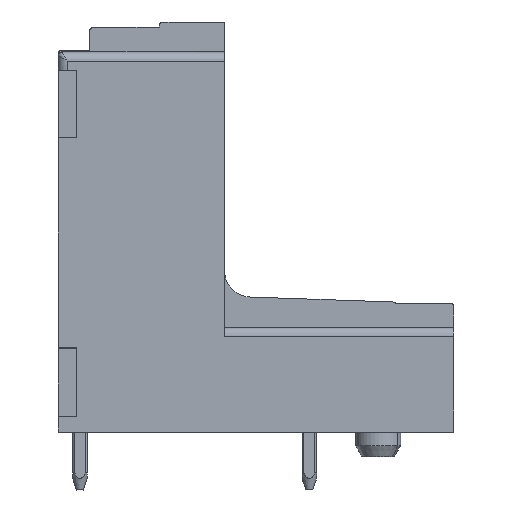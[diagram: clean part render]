
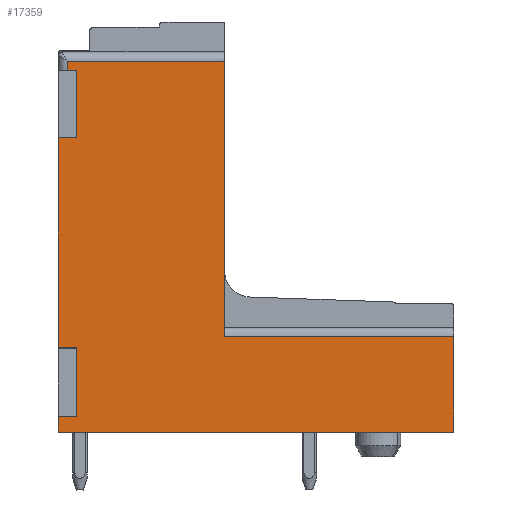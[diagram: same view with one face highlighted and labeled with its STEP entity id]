
A CAD part, left-side view. The second image highlights one B-rep face of the part: STEP entity #17359.
In plain terms, the highlighted planar face has unit normal (-1, 0, 0).
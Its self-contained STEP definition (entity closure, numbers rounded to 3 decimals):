
#17341=AXIS2_PLACEMENT_3D('Plane Axis2P3D',#17338,#17339,#17340) ;
#150=CARTESIAN_POINT('Vertex',(0.,21.9,3.2)) ;
#516=CARTESIAN_POINT('Vertex',(0.,0.,3.2)) ;
#519=CARTESIAN_POINT('Line Origine',(0.,10.95,3.2)) ;
#832=CARTESIAN_POINT('Line Origine',(0.,21.9,3.635)) ;
#836=CARTESIAN_POINT('Vertex',(0.,21.9,4.07)) ;
#906=CARTESIAN_POINT('Vertex',(0.,21.9,7.89)) ;
#909=CARTESIAN_POINT('Line Origine',(0.,21.9,13.695)) ;
#913=CARTESIAN_POINT('Vertex',(0.,21.9,19.5)) ;
#2020=CARTESIAN_POINT('Vertex',(0.,12.7,23.74)) ;
#2023=CARTESIAN_POINT('Line Origine',(0.,12.7,16.12)) ;
#2027=CARTESIAN_POINT('Vertex',(0.,12.7,8.5)) ;
#3094=CARTESIAN_POINT('Vertex',(0.,0.,8.5)) ;
#3097=CARTESIAN_POINT('Line Origine',(0.,0.,5.85)) ;
#8435=CARTESIAN_POINT('Vertex',(0.,21.4,23.74)) ;
#14041=CARTESIAN_POINT('Line Origine',(0.,21.4,13.72)) ;
#14045=CARTESIAN_POINT('Vertex',(0.,21.4,23.24)) ;
#14065=CARTESIAN_POINT('Line Origine',(0.,10.95,23.74)) ;
#14077=CARTESIAN_POINT('Line Origine',(0.,21.4,4.07)) ;
#14081=CARTESIAN_POINT('Vertex',(0.,20.9,4.07)) ;
#14099=CARTESIAN_POINT('Line Origine',(0.,20.9,5.98)) ;
#14103=CARTESIAN_POINT('Vertex',(0.,20.9,7.89)) ;
#14118=CARTESIAN_POINT('Line Origine',(0.,21.4,7.89)) ;
#14130=CARTESIAN_POINT('Line Origine',(0.,21.4,19.5)) ;
#14134=CARTESIAN_POINT('Vertex',(0.,20.9,19.5)) ;
#14152=CARTESIAN_POINT('Line Origine',(0.,20.9,21.37)) ;
#14156=CARTESIAN_POINT('Vertex',(0.,20.9,23.24)) ;
#14171=CARTESIAN_POINT('Line Origine',(0.,21.15,23.24)) ;
#17055=CARTESIAN_POINT('Line Origine',(0.,10.95,8.5)) ;
#17338=CARTESIAN_POINT('Axis2P3D Location',(0.,0.,0.)) ;
#520=DIRECTION('Vector Direction',(0.,1.,0.)) ;
#833=DIRECTION('Vector Direction',(0.,0.,1.)) ;
#910=DIRECTION('Vector Direction',(0.,0.,1.)) ;
#2024=DIRECTION('Vector Direction',(0.,0.,-1.)) ;
#3098=DIRECTION('Vector Direction',(0.,0.,-1.)) ;
#14042=DIRECTION('Vector Direction',(0.,0.,-1.)) ;
#14066=DIRECTION('Vector Direction',(0.,-1.,0.)) ;
#14078=DIRECTION('Vector Direction',(0.,-1.,0.)) ;
#14100=DIRECTION('Vector Direction',(0.,0.,-1.)) ;
#14119=DIRECTION('Vector Direction',(0.,1.,0.)) ;
#14131=DIRECTION('Vector Direction',(0.,-1.,0.)) ;
#14153=DIRECTION('Vector Direction',(0.,0.,-1.)) ;
#14172=DIRECTION('Vector Direction',(0.,1.,0.)) ;
#17056=DIRECTION('Vector Direction',(0.,-1.,0.)) ;
#17339=DIRECTION('Axis2P3D Direction',(-1.,0.,0.)) ;
#17340=DIRECTION('Axis2P3D XDirection',(0.,-1.,0.)) ;
#521=VECTOR('Line Direction',#520,1.) ;
#834=VECTOR('Line Direction',#833,1.) ;
#911=VECTOR('Line Direction',#910,1.) ;
#2025=VECTOR('Line Direction',#2024,1.) ;
#3099=VECTOR('Line Direction',#3098,1.) ;
#14043=VECTOR('Line Direction',#14042,1.) ;
#14067=VECTOR('Line Direction',#14066,1.) ;
#14079=VECTOR('Line Direction',#14078,1.) ;
#14101=VECTOR('Line Direction',#14100,1.) ;
#14120=VECTOR('Line Direction',#14119,1.) ;
#14132=VECTOR('Line Direction',#14131,1.) ;
#14154=VECTOR('Line Direction',#14153,1.) ;
#14173=VECTOR('Line Direction',#14172,1.) ;
#17057=VECTOR('Line Direction',#17056,1.) ;
#17344=ORIENTED_EDGE('',*,*,#14175,.T.) ;
#17345=ORIENTED_EDGE('',*,*,#14158,.T.) ;
#17346=ORIENTED_EDGE('',*,*,#14136,.T.) ;
#17347=ORIENTED_EDGE('',*,*,#915,.T.) ;
#17348=ORIENTED_EDGE('',*,*,#14122,.T.) ;
#17349=ORIENTED_EDGE('',*,*,#14105,.T.) ;
#17350=ORIENTED_EDGE('',*,*,#14083,.T.) ;
#17351=ORIENTED_EDGE('',*,*,#838,.T.) ;
#17352=ORIENTED_EDGE('',*,*,#523,.T.) ;
#17353=ORIENTED_EDGE('',*,*,#3101,.T.) ;
#17354=ORIENTED_EDGE('',*,*,#17059,.T.) ;
#17355=ORIENTED_EDGE('',*,*,#2029,.F.) ;
#17356=ORIENTED_EDGE('',*,*,#14069,.T.) ;
#17357=ORIENTED_EDGE('',*,*,#14047,.T.) ;
#17359=ADVANCED_FACE('HOUSING',(#17358),#17342,.T.) ;
#523=EDGE_CURVE('',#151,#517,#522,.F.) ;
#838=EDGE_CURVE('',#837,#151,#835,.F.) ;
#915=EDGE_CURVE('',#914,#907,#912,.F.) ;
#2029=EDGE_CURVE('',#2021,#2028,#2026,.T.) ;
#3101=EDGE_CURVE('',#517,#3095,#3100,.F.) ;
#14047=EDGE_CURVE('',#8436,#14046,#14044,.T.) ;
#14069=EDGE_CURVE('',#2021,#8436,#14068,.F.) ;
#14083=EDGE_CURVE('',#14082,#837,#14080,.F.) ;
#14105=EDGE_CURVE('',#14104,#14082,#14102,.T.) ;
#14122=EDGE_CURVE('',#907,#14104,#14121,.F.) ;
#14136=EDGE_CURVE('',#14135,#914,#14133,.F.) ;
#14158=EDGE_CURVE('',#14157,#14135,#14155,.T.) ;
#14175=EDGE_CURVE('',#14046,#14157,#14174,.F.) ;
#17059=EDGE_CURVE('',#3095,#2028,#17058,.F.) ;
#17343=EDGE_LOOP('',(#17344,#17345,#17346,#17347,#17348,#17349,#17350,#17351,#17352,#17353,#17354,#17355,#17356,#17357)) ;
#17358=FACE_OUTER_BOUND('',#17343,.T.) ;
#522=LINE('Line',#519,#521) ;
#835=LINE('Line',#832,#834) ;
#912=LINE('Line',#909,#911) ;
#2026=LINE('Line',#2023,#2025) ;
#3100=LINE('Line',#3097,#3099) ;
#14044=LINE('Line',#14041,#14043) ;
#14068=LINE('Line',#14065,#14067) ;
#14080=LINE('Line',#14077,#14079) ;
#14102=LINE('Line',#14099,#14101) ;
#14121=LINE('Line',#14118,#14120) ;
#14133=LINE('Line',#14130,#14132) ;
#14155=LINE('Line',#14152,#14154) ;
#14174=LINE('Line',#14171,#14173) ;
#17058=LINE('Line',#17055,#17057) ;
#17342=PLANE('',#17341) ;
#151=VERTEX_POINT('',#150) ;
#517=VERTEX_POINT('',#516) ;
#837=VERTEX_POINT('',#836) ;
#907=VERTEX_POINT('',#906) ;
#914=VERTEX_POINT('',#913) ;
#2021=VERTEX_POINT('',#2020) ;
#2028=VERTEX_POINT('',#2027) ;
#3095=VERTEX_POINT('',#3094) ;
#8436=VERTEX_POINT('',#8435) ;
#14046=VERTEX_POINT('',#14045) ;
#14082=VERTEX_POINT('',#14081) ;
#14104=VERTEX_POINT('',#14103) ;
#14135=VERTEX_POINT('',#14134) ;
#14157=VERTEX_POINT('',#14156) ;
